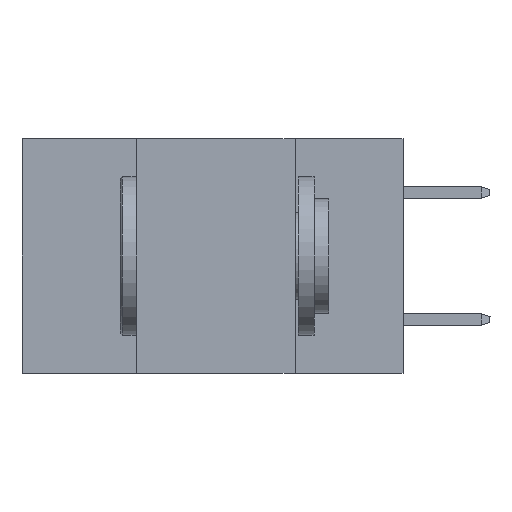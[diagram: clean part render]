
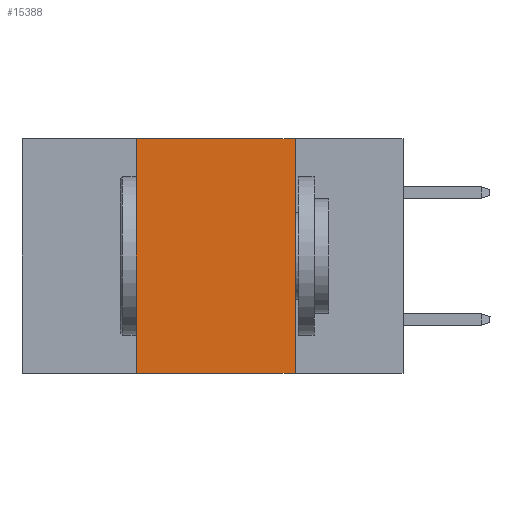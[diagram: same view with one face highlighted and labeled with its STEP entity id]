
A CAD part, left-side view. The second image highlights one B-rep face of the part: STEP entity #15388.
In plain terms, the highlighted planar face has unit normal (-1, 0, 0).
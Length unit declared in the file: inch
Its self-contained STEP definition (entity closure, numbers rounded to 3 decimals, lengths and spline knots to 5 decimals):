
#34 = EDGE_LOOP ( 'NONE', ( #5929, #8103, #12306, #12118 ) ) ;
#628 = CARTESIAN_POINT ( 'NONE',  ( 0., 0.42, 0. ) ) ;
#882 = DIRECTION ( 'NONE',  ( 0., -1., 0. ) ) ;
#1304 = VECTOR ( 'NONE', #13697, 39.37008 ) ;
#1485 = CARTESIAN_POINT ( 'NONE',  ( 0., 0.17, 0. ) ) ;
#2925 = CARTESIAN_POINT ( 'NONE',  ( 0., 0.42, 0. ) ) ;
#4330 = CARTESIAN_POINT ( 'NONE',  ( 0., 0.6, 0. ) ) ;
#5078 = VERTEX_POINT ( 'NONE', #12820 ) ;
#5711 = DIRECTION ( 'NONE',  ( 0., 0., 1. ) ) ;
#5894 = PLANE ( 'NONE',  #9266 ) ;
#5929 = ORIENTED_EDGE ( 'NONE', *, *, #6758, .F. ) ;
#5972 = LINE ( 'NONE', #9496, #13641 ) ;
#6558 = VERTEX_POINT ( 'NONE', #7684 ) ;
#6758 = EDGE_CURVE ( 'NONE', #8358, #6558, #11482, .T. ) ;
#6894 = CARTESIAN_POINT ( 'NONE',  ( 0., 0.17, 0. ) ) ;
#7433 = LINE ( 'NONE', #10073, #13686 ) ;
#7452 = VERTEX_POINT ( 'NONE', #2925 ) ;
#7684 = CARTESIAN_POINT ( 'NONE',  ( 0., 0.17, -0.37 ) ) ;
#7755 = DIRECTION ( 'NONE',  ( 0., -1., 0. ) ) ;
#8103 = ORIENTED_EDGE ( 'NONE', *, *, #11942, .F. ) ;
#8269 = FACE_OUTER_BOUND ( 'NONE', #34, .T. ) ;
#8358 = VERTEX_POINT ( 'NONE', #6894 ) ;
#8647 = VECTOR ( 'NONE', #5711, 39.37008 ) ;
#9266 = AXIS2_PLACEMENT_3D ( 'NONE', #4330, #12104, #9583 ) ;
#9496 = CARTESIAN_POINT ( 'NONE',  ( 0., 0.6, -0.37 ) ) ;
#9583 = DIRECTION ( 'NONE',  ( 0., 0., -1. ) ) ;
#10073 = CARTESIAN_POINT ( 'NONE',  ( 0., 0.6, 0. ) ) ;
#10084 = EDGE_CURVE ( 'NONE', #5078, #6558, #5972, .T. ) ;
#11177 = EDGE_CURVE ( 'NONE', #5078, #7452, #12001, .T. ) ;
#11482 = LINE ( 'NONE', #1485, #1304 ) ;
#11942 = EDGE_CURVE ( 'NONE', #7452, #8358, #7433, .T. ) ;
#12001 = LINE ( 'NONE', #628, #8647 ) ;
#12104 = DIRECTION ( 'NONE',  ( 1., 0., 0. ) ) ;
#12118 = ORIENTED_EDGE ( 'NONE', *, *, #10084, .T. ) ;
#12306 = ORIENTED_EDGE ( 'NONE', *, *, #11177, .F. ) ;
#12820 = CARTESIAN_POINT ( 'NONE',  ( 0., 0.42, -0.37 ) ) ;
#13641 = VECTOR ( 'NONE', #882, 39.37008 ) ;
#13686 = VECTOR ( 'NONE', #7755, 39.37008 ) ;
#13697 = DIRECTION ( 'NONE',  ( 0., 0., -1. ) ) ;
#15388 = ADVANCED_FACE ( 'NONE', ( #8269 ), #5894, .F. ) ;
